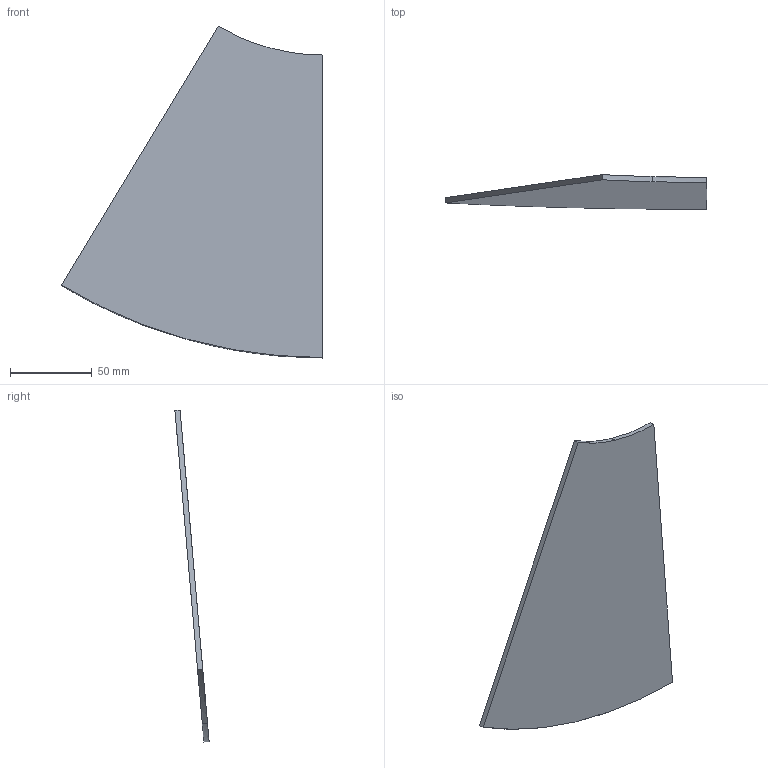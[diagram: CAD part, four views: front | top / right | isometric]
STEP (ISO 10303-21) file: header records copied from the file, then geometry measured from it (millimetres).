
FILE_DESCRIPTION(('CATIA V5 STEP Exchange','CAx-IF Rec.Pracs.--- Model Styling and Organization---1.4--- 2014-01-23','CAx-IF Rec.Pracs.---3D Tessellated Data Validation Properties---0.5---2014-09-14'),'2;1');
FILE_NAME('Noseconegore.stp','2025-09-08T23:12:54+00:00',('none'),('none'),'CATIA Version 5-6 Release 2019 SP6','CATIA V5 STEP AP242 v1','none');
FILE_SCHEMA(('AP242_MANAGED_MODEL_BASED_3D_ENGINEERING_MIM_LF {1 0 10303 442 1 1 4}'));
Length unit declared in the file: millimetre
Products named in the file (1): Nosecone
Bounding box: 160.01 x 20.91 x 203.11 mm (x, y, z)
Volume: 69435.2 mm3; surface area: 45664.8 mm2
Topology: 1 solids, 1 shells, 10 faces, 25 edges, 18 vertices
Faces by surface type: extrusion 6, plane 4
Entity records: 1105 total; most frequent: CARTESIAN_POINT 847, ORIENTED_EDGE 48, DIRECTION 29, EDGE_CURVE 24, VECTOR 19, B_SPLINE_CURVE_WITH_KNOTS 18, VERTEX_POINT 16, LINE 13
